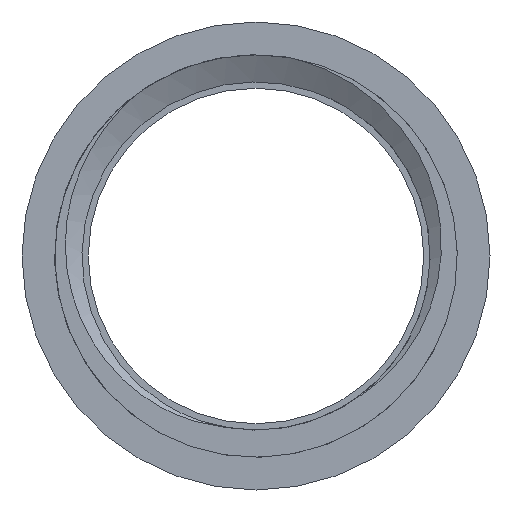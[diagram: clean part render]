
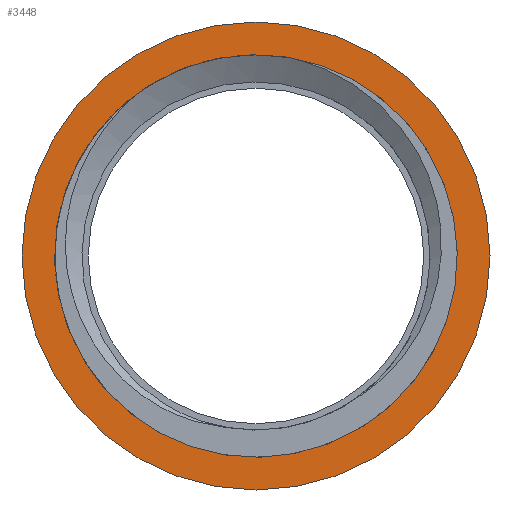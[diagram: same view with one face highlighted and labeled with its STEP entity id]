
A CAD part, front view. The second image highlights one B-rep face of the part: STEP entity #3448.
In plain terms, the highlighted planar face has unit normal (0, -1, 0).
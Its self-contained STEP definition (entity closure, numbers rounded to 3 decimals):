
#16 = EDGE_LOOP ( 'NONE', ( #4642, #320 ) ) ;
#227 = AXIS2_PLACEMENT_3D ( 'NONE', #356, #4260, #3776 ) ;
#320 = ORIENTED_EDGE ( 'NONE', *, *, #4184, .F. ) ;
#354 = DIRECTION ( 'NONE',  ( 0., 0., 1. ) ) ;
#356 = CARTESIAN_POINT ( 'NONE',  ( 0., -150., 0. ) ) ;
#469 = AXIS2_PLACEMENT_3D ( 'NONE', #1606, #2518, #354 ) ;
#499 = CIRCLE ( 'NONE', #589, 6.975 ) ;
#589 = AXIS2_PLACEMENT_3D ( 'NONE', #1351, #1417, #3588 ) ;
#654 = VERTEX_POINT ( 'NONE', #1395 ) ;
#713 = ORIENTED_EDGE ( 'NONE', *, *, #3465, .F. ) ;
#725 = DIRECTION ( 'NONE',  ( -0.324, 0., -0.946 ) ) ;
#741 = DIRECTION ( 'NONE',  ( 0., 0., 1. ) ) ;
#1112 = FACE_OUTER_BOUND ( 'NONE', #16, .T. ) ;
#1116 = PLANE ( 'NONE',  #3332 ) ;
#1134 = VERTEX_POINT ( 'NONE', #3620 ) ;
#1138 = DIRECTION ( 'NONE',  ( 0., 1., 0. ) ) ;
#1351 = CARTESIAN_POINT ( 'NONE',  ( 0., -150., 0. ) ) ;
#1395 = CARTESIAN_POINT ( 'NONE',  ( -1.943, -150., -5.677 ) ) ;
#1417 = DIRECTION ( 'NONE',  ( 0., 1., 0. ) ) ;
#1519 = EDGE_LOOP ( 'NONE', ( #713, #5508 ) ) ;
#1606 = CARTESIAN_POINT ( 'NONE',  ( 0., -150., 0. ) ) ;
#1875 = CIRCLE ( 'NONE', #227, 6. ) ;
#2035 = DIRECTION ( 'NONE',  ( 0., -1., 0. ) ) ;
#2103 = AXIS2_PLACEMENT_3D ( 'NONE', #5436, #2035, #725 ) ;
#2274 = CIRCLE ( 'NONE', #469, 6.975 ) ;
#2518 = DIRECTION ( 'NONE',  ( 0., 1., 0. ) ) ;
#2823 = CARTESIAN_POINT ( 'NONE',  ( 0., -150., -6.975 ) ) ;
#2917 = CARTESIAN_POINT ( 'NONE',  ( 1.943, -150., 5.677 ) ) ;
#3133 = CIRCLE ( 'NONE', #2103, 6. ) ;
#3311 = CARTESIAN_POINT ( 'NONE',  ( 0., -150., 0. ) ) ;
#3332 = AXIS2_PLACEMENT_3D ( 'NONE', #3311, #1138, #741 ) ;
#3448 = ADVANCED_FACE ( 'NONE', ( #5099, #1112 ), #1116, .F. ) ;
#3465 = EDGE_CURVE ( 'NONE', #4838, #654, #3133, .T. ) ;
#3588 = DIRECTION ( 'NONE',  ( 0., 0., 1. ) ) ;
#3620 = CARTESIAN_POINT ( 'NONE',  ( 0., -150., 6.975 ) ) ;
#3776 = DIRECTION ( 'NONE',  ( -0.324, 0., -0.946 ) ) ;
#4184 = EDGE_CURVE ( 'NONE', #1134, #4562, #499, .T. ) ;
#4260 = DIRECTION ( 'NONE',  ( 0., -1., 0. ) ) ;
#4562 = VERTEX_POINT ( 'NONE', #2823 ) ;
#4642 = ORIENTED_EDGE ( 'NONE', *, *, #5437, .F. ) ;
#4771 = EDGE_CURVE ( 'NONE', #654, #4838, #1875, .T. ) ;
#4838 = VERTEX_POINT ( 'NONE', #2917 ) ;
#5099 = FACE_BOUND ( 'NONE', #1519, .T. ) ;
#5436 = CARTESIAN_POINT ( 'NONE',  ( 0., -150., 0. ) ) ;
#5437 = EDGE_CURVE ( 'NONE', #4562, #1134, #2274, .T. ) ;
#5508 = ORIENTED_EDGE ( 'NONE', *, *, #4771, .F. ) ;
